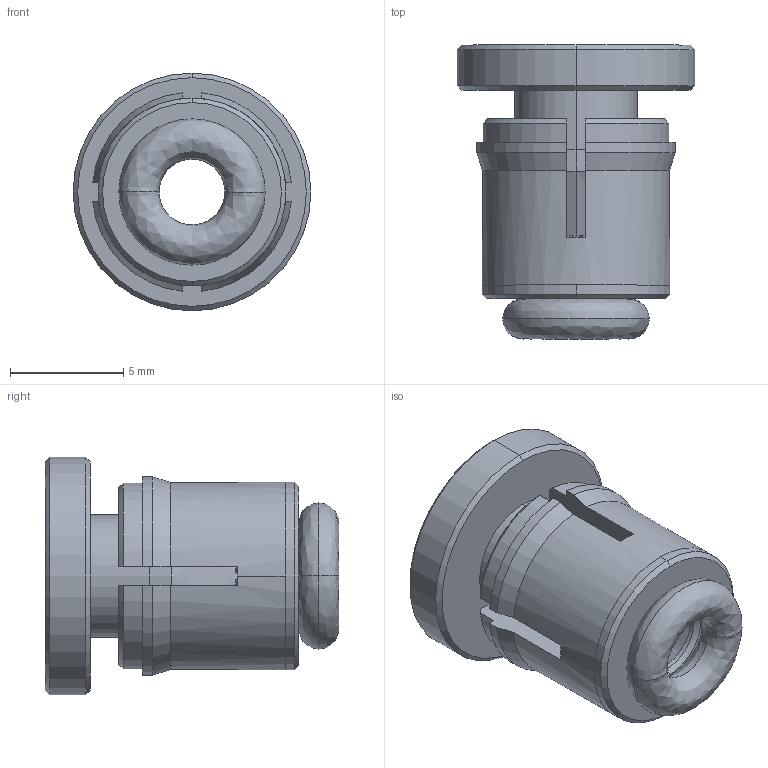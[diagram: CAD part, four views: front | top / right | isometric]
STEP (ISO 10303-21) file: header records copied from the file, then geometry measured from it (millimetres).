
FILE_DESCRIPTION (( 'STEP AP214' ), '1' );
FILE_NAME ('CFS1-8W.STEP', '2018-06-12T15:39:27', ( '' ), ( '' ), 'SwSTEP 2.0', 'SolidWorks 2016', '' );
FILE_SCHEMA (( 'AUTOMOTIVE_DESIGN' ));
Length unit declared in the file: millimetre
Products named in the file (1): CFS1-8W
Bounding box: 10.5 x 12.98 x 10.5 mm (x, y, z)
Volume: 458.6 mm3; surface area: 1147.3 mm2
Topology: 5 solids, 5 shells, 251 faces, 699 edges, 456 vertices
Faces by surface type: plane 92, cone 81, cylinder 42, bspline 36
Entity records: 11764 total; most frequent: CARTESIAN_POINT 3025, ORIENTED_EDGE 1398, DIRECTION 1043, EDGE_CURVE 699, VERTEX_POINT 456, AXIS2_PLACEMENT_3D 434, B_SPLINE_CURVE_WITH_KNOTS 306, EDGE_LOOP 259
